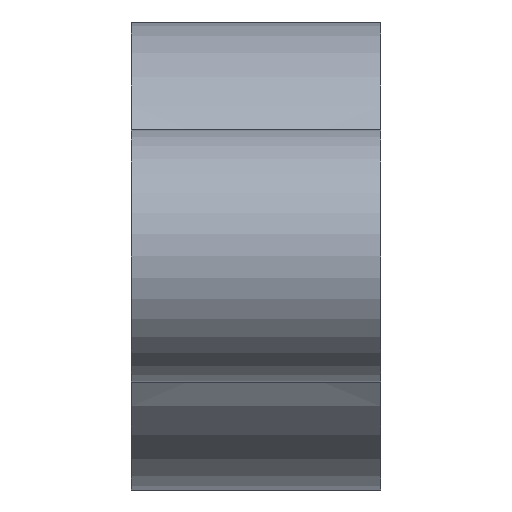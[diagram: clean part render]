
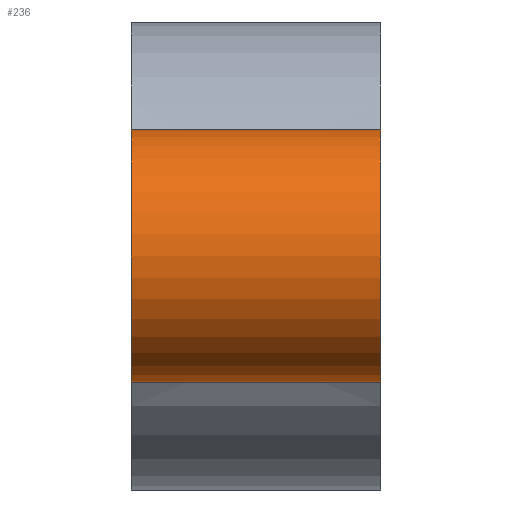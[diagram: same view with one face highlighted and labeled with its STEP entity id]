
A CAD part, front view. The second image highlights one B-rep face of the part: STEP entity #236.
In plain terms, the highlighted cylindrical face has radius 32.5 mm (diameter 65 mm), a full revolution.
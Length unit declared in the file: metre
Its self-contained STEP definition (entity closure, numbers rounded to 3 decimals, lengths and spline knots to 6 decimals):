
#27=CIRCLE('',#276,0.0325);
#28=CIRCLE('',#277,0.0325);
#53=ORIENTED_EDGE('',*,*,#91,.F.);
#54=ORIENTED_EDGE('',*,*,#92,.T.);
#55=ORIENTED_EDGE('',*,*,#93,.F.);
#91=EDGE_CURVE('',#113,#113,#27,.T.);
#92=EDGE_CURVE('',#114,#114,#28,.T.);
#93=EDGE_CURVE('',#115,#115,#129,.T.);
#113=VERTEX_POINT('',#502);
#114=VERTEX_POINT('',#504);
#115=VERTEX_POINT('',#553);
#129=B_SPLINE_CURVE_WITH_KNOTS('',3,(#505,#506,#507,#508,#509,#510,#511,
#512,#513,#514,#515,#516,#517,#518,#519,#520,#521,#522,#523,#524,#525,#526,
#527,#528,#529,#530,#531,#532,#533,#534,#535,#536,#537,#538,#539,#540,#541,
#542,#543,#544,#545,#546,#547,#548,#549,#550,#551,#552),.UNSPECIFIED.,.T.,
 .F.,(1,1,1,1,1,1,1,1,1,1,1,1,1,1,1,1,1,1,1,1,1,1,1,1,1,1,1,1,1,1,1,1,1,
1,1,1,1,1,1,1,1,1,1,1,1,1,1,1,1,1,1,1),(-0.007689,-0.005126,
-0.002563,0.,0.002563,0.005126,
0.007689,0.010252,0.012815,0.015379,
0.020505,0.025631,0.030757,0.03332,
0.035883,0.041009,0.043573,0.046136,
0.051262,0.056388,0.061514,0.06664,
0.071766,0.07433,0.076893,0.079456,
0.082019,0.087145,0.089708,0.092271,
0.097397,0.102524,0.10765,0.112776,
0.115339,0.117902,0.123028,0.125591,
0.128154,0.133281,0.135844,0.138407,
0.143533,0.148659,0.153785,0.156348,
0.158912,0.161475,0.164038,0.166601,
0.169164,0.171727),.UNSPECIFIED.);
#145=EDGE_LOOP('',(#53));
#146=EDGE_LOOP('',(#54));
#147=EDGE_LOOP('',(#55));
#189=FACE_BOUND('',#145,.T.);
#190=FACE_BOUND('',#146,.T.);
#191=FACE_BOUND('',#147,.T.);
#222=CYLINDRICAL_SURFACE('',#275,0.0325);
#236=ADVANCED_FACE('',(#189,#190,#191),#222,.T.);
#275=AXIS2_PLACEMENT_3D('',#500,#327,#328);
#276=AXIS2_PLACEMENT_3D('',#501,#329,#330);
#277=AXIS2_PLACEMENT_3D('',#503,#331,#332);
#327=DIRECTION('',(-1.,0.,0.));
#328=DIRECTION('',(0.,0.,1.));
#329=DIRECTION('',(1.,0.,0.));
#330=DIRECTION('',(0.,0.,-1.));
#331=DIRECTION('',(1.,0.,0.));
#332=DIRECTION('',(0.,0.,-1.));
#500=CARTESIAN_POINT('',(0.032,-0.22,0.));
#501=CARTESIAN_POINT('',(0.032,-0.22,0.));
#502=CARTESIAN_POINT('',(0.032,-0.22,-0.0325));
#503=CARTESIAN_POINT('',(-0.032,-0.22,0.));
#504=CARTESIAN_POINT('',(-0.032,-0.22,-0.0325));
#505=CARTESIAN_POINT('',(-0.002595,-0.199123,0.024909));
#506=CARTESIAN_POINT('',(0.000001,-0.199289,0.025046));
#507=CARTESIAN_POINT('',(0.002593,-0.199123,0.024909));
#508=CARTESIAN_POINT('',(0.005078,-0.198666,0.024522));
#509=CARTESIAN_POINT('',(0.007513,-0.197954,0.023887));
#510=CARTESIAN_POINT('',(0.009786,-0.197072,0.023046));
#511=CARTESIAN_POINT('',(0.011919,-0.196079,0.022018));
#512=CARTESIAN_POINT('',(0.014618,-0.194646,0.020386));
#513=CARTESIAN_POINT('',(0.017628,-0.192799,0.017934));
#514=CARTESIAN_POINT('',(0.020705,-0.190696,0.01428));
#515=CARTESIAN_POINT('',(0.022673,-0.189259,0.010761));
#516=CARTESIAN_POINT('',(0.023859,-0.188371,0.007607));
#517=CARTESIAN_POINT('',(0.02472,-0.187716,0.004357));
#518=CARTESIAN_POINT('',(0.025088,-0.187432,0.000882));
#519=CARTESIAN_POINT('',(0.024916,-0.187565,-0.002532));
#520=CARTESIAN_POINT('',(0.024391,-0.187967,-0.005939));
#521=CARTESIAN_POINT('',(0.02311,-0.188939,-0.009957));
#522=CARTESIAN_POINT('',(0.020729,-0.19068,-0.014252));
#523=CARTESIAN_POINT('',(0.017659,-0.192779,-0.017901));
#524=CARTESIAN_POINT('',(0.01406,-0.19499,-0.020848));
#525=CARTESIAN_POINT('',(0.010568,-0.196767,-0.022755));
#526=CARTESIAN_POINT('',(0.00755,-0.19794,-0.023875));
#527=CARTESIAN_POINT('',(0.005118,-0.198657,-0.024514));
#528=CARTESIAN_POINT('',(0.002609,-0.199122,-0.024908));
#529=CARTESIAN_POINT('',(-0.000857,-0.199345,-0.025091));
#530=CARTESIAN_POINT('',(-0.004285,-0.198902,-0.024731));
#531=CARTESIAN_POINT('',(-0.007523,-0.197949,-0.023883));
#532=CARTESIAN_POINT('',(-0.01054,-0.19678,-0.022768));
#533=CARTESIAN_POINT('',(-0.014037,-0.195002,-0.020862));
#534=CARTESIAN_POINT('',(-0.017619,-0.192805,-0.017941));
#535=CARTESIAN_POINT('',(-0.020703,-0.190697,-0.014284));
#536=CARTESIAN_POINT('',(-0.022672,-0.18926,-0.010762));
#537=CARTESIAN_POINT('',(-0.023859,-0.188371,-0.007608));
#538=CARTESIAN_POINT('',(-0.024719,-0.187717,-0.00436));
#539=CARTESIAN_POINT('',(-0.025088,-0.187432,-0.00088));
#540=CARTESIAN_POINT('',(-0.024916,-0.187565,0.002531));
#541=CARTESIAN_POINT('',(-0.024388,-0.187969,0.00595));
#542=CARTESIAN_POINT('',(-0.023369,-0.188743,0.00915));
#543=CARTESIAN_POINT('',(-0.021909,-0.189817,0.012124));
#544=CARTESIAN_POINT('',(-0.020217,-0.191029,0.014858));
#545=CARTESIAN_POINT('',(-0.017651,-0.192784,0.017911));
#546=CARTESIAN_POINT('',(-0.014049,-0.194996,0.020855));
#547=CARTESIAN_POINT('',(-0.010556,-0.196772,0.022761));
#548=CARTESIAN_POINT('',(-0.007536,-0.197946,0.02388));
#549=CARTESIAN_POINT('',(-0.005097,-0.198662,0.024519));
#550=CARTESIAN_POINT('',(-0.002595,-0.199123,0.024909));
#551=CARTESIAN_POINT('',(0.000001,-0.199289,0.025046));
#552=CARTESIAN_POINT('',(0.002593,-0.199123,0.024909));
#553=CARTESIAN_POINT('',(0.,-0.199233,0.025));
